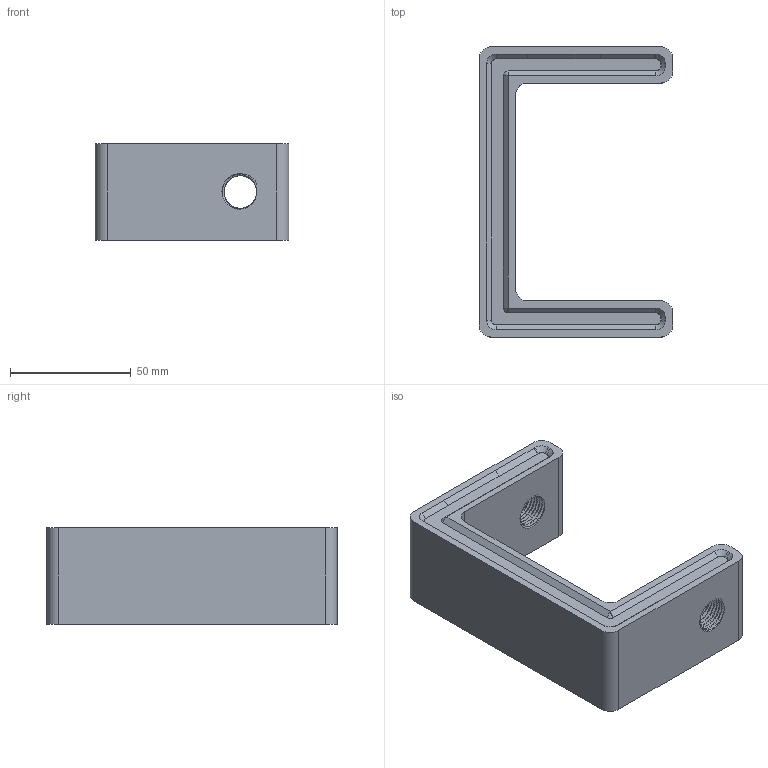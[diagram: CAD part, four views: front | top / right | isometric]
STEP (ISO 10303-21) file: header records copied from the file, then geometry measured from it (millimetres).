
FILE_DESCRIPTION(/* description */ (''),/* implementation_level */ '2;1');
FILE_NAME(/* name */ 'Main.step',/* time_stamp */ '2025-12-04T16:58:47-07:00',/* author */ (''),/* organization */ (''),/* preprocessor_version */ 'ST-DEVELOPER v20.1',/* originating_system */ 'Autodesk Translation Framework v14.21.0.0',/* authorisation */ '');
FILE_SCHEMA (('AUTOMOTIVE_DESIGN { 1 0 10303 214 3 1 1 }'));
Length unit declared in the file: millimetre
Products named in the file (1): Untitled
Bounding box: 80 x 120 x 40 mm (x, y, z)
Volume: 137509.2 mm3; surface area: 30360.3 mm2
Topology: 1 solids, 1 shells, 106 faces, 306 edges, 200 vertices
Faces by surface type: cylinder 52, plane 34, cone 16, bspline 4
Full cylindrical faces by diameter (mm): 13.526 x18, 15.203 x18
Entity records: 8437 total; most frequent: CARTESIAN_POINT 5783, ORIENTED_EDGE 604, DIRECTION 464, EDGE_CURVE 302, VERTEX_POINT 200, AXIS2_PLACEMENT_3D 155, LINE 154, VECTOR 154
